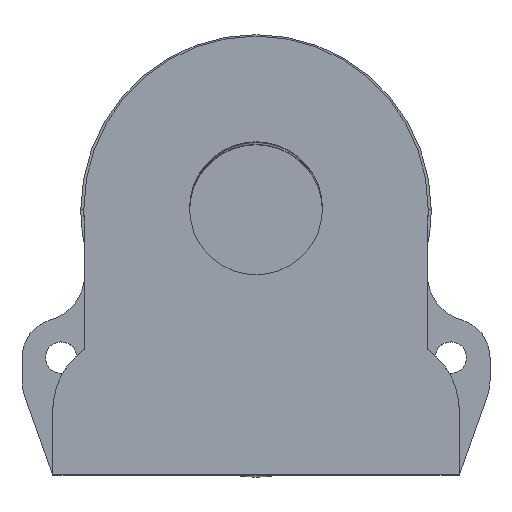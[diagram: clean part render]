
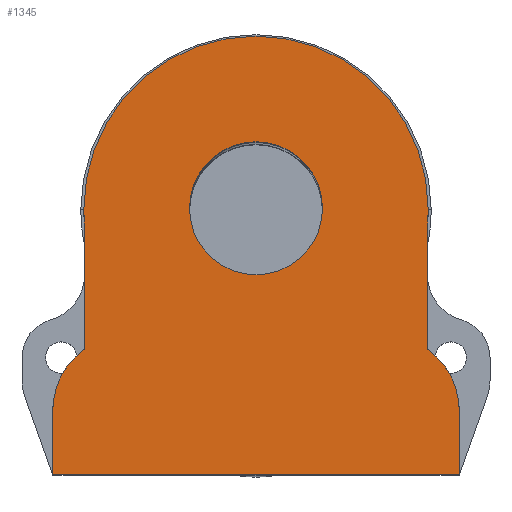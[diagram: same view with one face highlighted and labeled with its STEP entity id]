
A CAD part, top view. The second image highlights one B-rep face of the part: STEP entity #1345.
In plain terms, the highlighted planar face has unit normal (0, 0, 1).
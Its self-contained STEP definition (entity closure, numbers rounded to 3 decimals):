
#20 = CARTESIAN_POINT ( 'NONE',  ( -21.672, -24.533, 109.618 ) ) ;
#77 = EDGE_CURVE ( 'NONE', #3223, #3256, #1964, .T. ) ;
#128 = ORIENTED_EDGE ( 'NONE', *, *, #1096, .T. ) ;
#134 = CIRCLE ( 'NONE', #1183, 18.333 ) ;
#152 = FACE_OUTER_BOUND ( 'NONE', #940, .T. ) ;
#180 = VECTOR ( 'NONE', #1330, 1000. ) ;
#237 = AXIS2_PLACEMENT_3D ( 'NONE', #2356, #1080, #248 ) ;
#243 = LINE ( 'NONE', #2655, #180 ) ;
#248 = DIRECTION ( 'NONE',  ( 1., 0., 0. ) ) ;
#276 = AXIS2_PLACEMENT_3D ( 'NONE', #317, #2968, #1111 ) ;
#317 = CARTESIAN_POINT ( 'NONE',  ( -0.005, 3.8, 109.618 ) ) ;
#339 = ORIENTED_EDGE ( 'NONE', *, *, #671, .T. ) ;
#418 = DIRECTION ( 'NONE',  ( 1., 0., 0. ) ) ;
#424 = AXIS2_PLACEMENT_3D ( 'NONE', #2104, #1053, #2937 ) ;
#463 = CARTESIAN_POINT ( 'NONE',  ( -0.005, -24.533, 109.618 ) ) ;
#476 = ORIENTED_EDGE ( 'NONE', *, *, #1414, .F. ) ;
#496 = ORIENTED_EDGE ( 'NONE', *, *, #1673, .T. ) ;
#538 = VERTEX_POINT ( 'NONE', #3339 ) ;
#603 = CARTESIAN_POINT ( 'NONE',  ( -21.672, -17.866, 109.618 ) ) ;
#612 = VERTEX_POINT ( 'NONE', #20 ) ;
#628 = ORIENTED_EDGE ( 'NONE', *, *, #3091, .T. ) ;
#671 = EDGE_CURVE ( 'NONE', #538, #612, #2143, .T. ) ;
#697 = CARTESIAN_POINT ( 'NONE',  ( -0.005, 3.8, 109.618 ) ) ;
#718 = EDGE_CURVE ( 'NONE', #2720, #1456, #3008, .T. ) ;
#720 = DIRECTION ( 'NONE',  ( 1., 0., 0. ) ) ;
#766 = CARTESIAN_POINT ( 'NONE',  ( -18.262, 3.8, 109.618 ) ) ;
#852 = CARTESIAN_POINT ( 'NONE',  ( -21.672, 3.8, 109.618 ) ) ;
#940 = EDGE_LOOP ( 'NONE', ( #3042, #628, #339, #496, #1651, #128, #1267, #1422, #1529, #2299 ) ) ;
#941 = CARTESIAN_POINT ( 'NONE',  ( -0.005, 3.8, 109.618 ) ) ;
#954 = DIRECTION ( 'NONE',  ( 0., 1., 0. ) ) ;
#1013 = VECTOR ( 'NONE', #720, 1000. ) ;
#1014 = FACE_BOUND ( 'NONE', #1354, .T. ) ;
#1053 = DIRECTION ( 'NONE',  ( 0., 0., 1. ) ) ;
#1080 = DIRECTION ( 'NONE',  ( 0., 0., 1. ) ) ;
#1096 = EDGE_CURVE ( 'NONE', #1899, #2918, #1367, .T. ) ;
#1111 = DIRECTION ( 'NONE',  ( 1., 0., 0. ) ) ;
#1150 = CARTESIAN_POINT ( 'NONE',  ( -21.529, -13.543, 109.618 ) ) ;
#1183 = AXIS2_PLACEMENT_3D ( 'NONE', #941, #1783, #1258 ) ;
#1216 = LINE ( 'NONE', #1234, #2140 ) ;
#1234 = CARTESIAN_POINT ( 'NONE',  ( 21.661, 3.8, 109.618 ) ) ;
#1238 = AXIS2_PLACEMENT_3D ( 'NONE', #2084, #1523, #1273 ) ;
#1258 = DIRECTION ( 'NONE',  ( 1., 0., 0. ) ) ;
#1267 = ORIENTED_EDGE ( 'NONE', *, *, #2664, .F. ) ;
#1273 = DIRECTION ( 'NONE',  ( 1., 0., 0. ) ) ;
#1298 = CARTESIAN_POINT ( 'NONE',  ( 18.251, -11.2, 109.618 ) ) ;
#1330 = DIRECTION ( 'NONE',  ( 0., -1., 0. ) ) ;
#1345 = ADVANCED_FACE ( 'NONE', ( #1014, #152 ), #2601, .T. ) ;
#1354 = EDGE_LOOP ( 'NONE', ( #2994, #476 ) ) ;
#1367 = B_SPLINE_CURVE_WITH_KNOTS ( 'NONE', 2,
 ( #2003, #2184, #1681 ),
 .UNSPECIFIED., .F., .F.,
 ( 3, 3 ),
 ( 0., 1. ),
 .UNSPECIFIED. ) ;
#1414 = EDGE_CURVE ( 'NONE', #3256, #3223, #1744, .T. ) ;
#1422 = ORIENTED_EDGE ( 'NONE', *, *, #2860, .T. ) ;
#1456 = VERTEX_POINT ( 'NONE', #2617 ) ;
#1462 = VERTEX_POINT ( 'NONE', #2948 ) ;
#1470 = LINE ( 'NONE', #463, #1013 ) ;
#1523 = DIRECTION ( 'NONE',  ( 0., 0., 1. ) ) ;
#1529 = ORIENTED_EDGE ( 'NONE', *, *, #718, .T. ) ;
#1566 = LINE ( 'NONE', #766, #2685 ) ;
#1597 = B_SPLINE_CURVE_WITH_KNOTS ( 'NONE', 2,
 ( #2995, #1150, #603 ),
 .UNSPECIFIED., .F., .F.,
 ( 3, 3 ),
 ( 0., 1. ),
 .UNSPECIFIED. ) ;
#1651 = ORIENTED_EDGE ( 'NONE', *, *, #2762, .T. ) ;
#1673 = EDGE_CURVE ( 'NONE', #612, #3013, #1470, .T. ) ;
#1681 = CARTESIAN_POINT ( 'NONE',  ( 18.251, -11.2, 109.618 ) ) ;
#1741 = EDGE_CURVE ( 'NONE', #1456, #3315, #134, .T. ) ;
#1744 = CIRCLE ( 'NONE', #237, 7.083 ) ;
#1780 = CARTESIAN_POINT ( 'NONE',  ( 18.251, 2.119, 109.618 ) ) ;
#1783 = DIRECTION ( 'NONE',  ( 0., 0., 1. ) ) ;
#1808 = CARTESIAN_POINT ( 'NONE',  ( -7.089, 3.8, 109.618 ) ) ;
#1834 = DIRECTION ( 'NONE',  ( 0., 1., 0. ) ) ;
#1838 = VERTEX_POINT ( 'NONE', #1780 ) ;
#1899 = VERTEX_POINT ( 'NONE', #2092 ) ;
#1931 = EDGE_CURVE ( 'NONE', #1462, #3315, #1566, .T. ) ;
#1932 = CARTESIAN_POINT ( 'NONE',  ( 21.661, -24.533, 109.618 ) ) ;
#1964 = CIRCLE ( 'NONE', #2067, 7.083 ) ;
#2003 = CARTESIAN_POINT ( 'NONE',  ( 21.661, -17.866, 109.618 ) ) ;
#2067 = AXIS2_PLACEMENT_3D ( 'NONE', #697, #3108, #418 ) ;
#2084 = CARTESIAN_POINT ( 'NONE',  ( -0.005, 3.8, 109.618 ) ) ;
#2092 = CARTESIAN_POINT ( 'NONE',  ( 21.661, -17.866, 109.618 ) ) ;
#2104 = CARTESIAN_POINT ( 'NONE',  ( -0.005, 3.8, 109.618 ) ) ;
#2113 = CARTESIAN_POINT ( 'NONE',  ( -18.262, 2.119, 109.618 ) ) ;
#2140 = VECTOR ( 'NONE', #954, 1000. ) ;
#2143 = LINE ( 'NONE', #852, #3131 ) ;
#2184 = CARTESIAN_POINT ( 'NONE',  ( 21.518, -13.543, 109.618 ) ) ;
#2299 = ORIENTED_EDGE ( 'NONE', *, *, #1741, .T. ) ;
#2356 = CARTESIAN_POINT ( 'NONE',  ( -0.005, 3.8, 109.618 ) ) ;
#2601 = PLANE ( 'NONE',  #1238 ) ;
#2617 = CARTESIAN_POINT ( 'NONE',  ( -18.339, 3.8, 109.618 ) ) ;
#2655 = CARTESIAN_POINT ( 'NONE',  ( 18.251, 3.8, 109.618 ) ) ;
#2664 = EDGE_CURVE ( 'NONE', #1838, #2918, #243, .T. ) ;
#2685 = VECTOR ( 'NONE', #1834, 1000. ) ;
#2720 = VERTEX_POINT ( 'NONE', #3110 ) ;
#2762 = EDGE_CURVE ( 'NONE', #3013, #1899, #1216, .T. ) ;
#2860 = EDGE_CURVE ( 'NONE', #1838, #2720, #2981, .T. ) ;
#2918 = VERTEX_POINT ( 'NONE', #1298 ) ;
#2937 = DIRECTION ( 'NONE',  ( 1., 0., 0. ) ) ;
#2948 = CARTESIAN_POINT ( 'NONE',  ( -18.262, -11.2, 109.618 ) ) ;
#2968 = DIRECTION ( 'NONE',  ( 0., 0., 1. ) ) ;
#2981 = CIRCLE ( 'NONE', #424, 18.333 ) ;
#2994 = ORIENTED_EDGE ( 'NONE', *, *, #77, .F. ) ;
#2995 = CARTESIAN_POINT ( 'NONE',  ( -18.262, -11.2, 109.618 ) ) ;
#3008 = CIRCLE ( 'NONE', #276, 18.333 ) ;
#3013 = VERTEX_POINT ( 'NONE', #1932 ) ;
#3042 = ORIENTED_EDGE ( 'NONE', *, *, #1931, .F. ) ;
#3087 = CARTESIAN_POINT ( 'NONE',  ( 7.078, 3.8, 109.618 ) ) ;
#3091 = EDGE_CURVE ( 'NONE', #1462, #538, #1597, .T. ) ;
#3108 = DIRECTION ( 'NONE',  ( 0., 0., 1. ) ) ;
#3110 = CARTESIAN_POINT ( 'NONE',  ( 18.328, 3.8, 109.618 ) ) ;
#3131 = VECTOR ( 'NONE', #3215, 1000. ) ;
#3215 = DIRECTION ( 'NONE',  ( 0., -1., 0. ) ) ;
#3223 = VERTEX_POINT ( 'NONE', #3087 ) ;
#3256 = VERTEX_POINT ( 'NONE', #1808 ) ;
#3315 = VERTEX_POINT ( 'NONE', #2113 ) ;
#3339 = CARTESIAN_POINT ( 'NONE',  ( -21.672, -17.866, 109.618 ) ) ;
